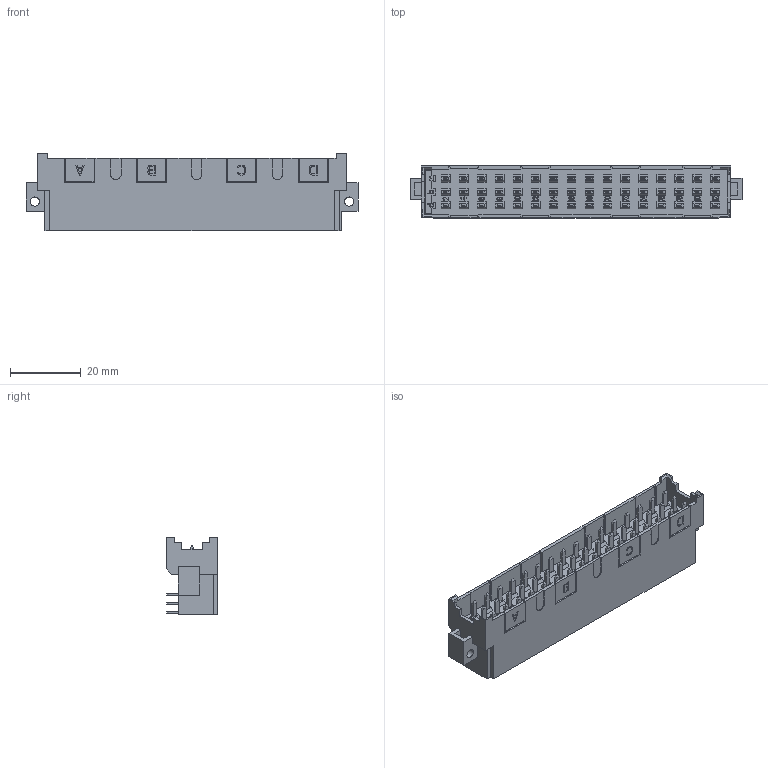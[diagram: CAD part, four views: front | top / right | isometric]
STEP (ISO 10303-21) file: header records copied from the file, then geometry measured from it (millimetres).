
FILE_DESCRIPTION((''),'2;1');
FILE_NAME('3D_1390480130001_WBF-048-MSHT_V','2023-06-02T',('cc.ye'),(''),'PRO/ENGINEER BY PARAMETRIC TECHNOLOGY CORPORATION, 2010280','PRO/ENGINEER BY PARAMETRIC TECHNOLOGY CORPORATION, 2010280','');
FILE_SCHEMA(('AUTOMOTIVE_DESIGN { 1 0 10303 214 1 1 1 1 }'));
Products named in the file (1): 3D_1390480130001_WBF-048-MSHT_V
Bounding box: 93.9 x 14.7 x 22 mm (x, y, z)
Volume: 11917.4 mm3; surface area: 11603.1 mm2
Topology: 1 solids, 1 shells, 5125 faces, 14534 edges, 9600 vertices
Faces by surface type: plane 4716, cylinder 409
Entity records: 199985 total; most frequent: CARTESIAN_POINT 31402, ORIENTED_EDGE 29068, DIRECTION 24737, EDGE_CURVE 14534, VECTOR 13331, LINE 13331, VERTEX_POINT 9600, AXIS2_PLACEMENT_3D 5703
